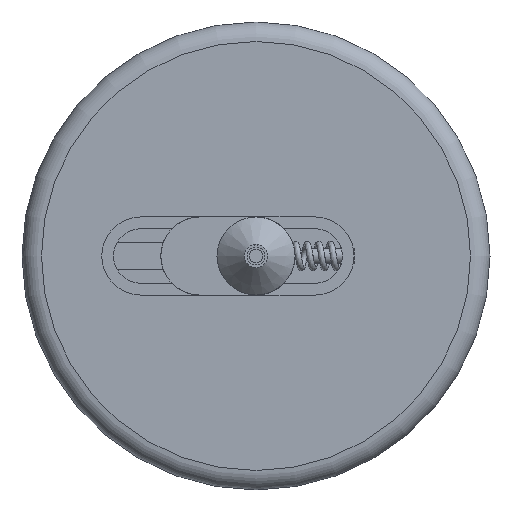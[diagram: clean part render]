
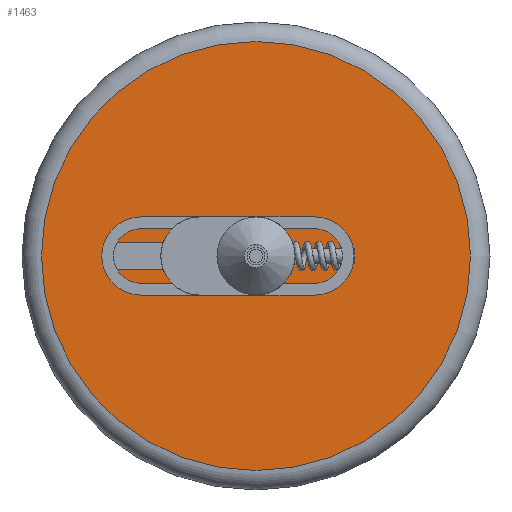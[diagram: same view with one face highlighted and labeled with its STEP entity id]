
A CAD part, left-side view. The second image highlights one B-rep face of the part: STEP entity #1463.
In plain terms, the highlighted planar face has unit normal (-1, 0, 0).
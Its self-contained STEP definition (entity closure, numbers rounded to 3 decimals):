
#103=FACE_BOUND('',#382,.T.);
#196=CIRCLE('',#1574,27.5);
#197=CIRCLE('',#1575,5.);
#198=CIRCLE('',#1576,5.);
#285=FACE_OUTER_BOUND('',#381,.T.);
#381=EDGE_LOOP('',(#1063));
#382=EDGE_LOOP('',(#1064,#1065,#1066,#1067));
#522=LINE('',#2293,#620);
#523=LINE('',#2296,#621);
#620=VECTOR('',#1803,7.2);
#621=VECTOR('',#1806,7.2);
#718=VERTEX_POINT('',#2287);
#719=VERTEX_POINT('',#2289);
#720=VERTEX_POINT('',#2290);
#721=VERTEX_POINT('',#2292);
#722=VERTEX_POINT('',#2294);
#858=EDGE_CURVE('',#718,#718,#196,.T.);
#859=EDGE_CURVE('',#719,#720,#197,.T.);
#860=EDGE_CURVE('',#721,#719,#522,.T.);
#861=EDGE_CURVE('',#722,#721,#198,.T.);
#862=EDGE_CURVE('',#720,#722,#523,.T.);
#1063=ORIENTED_EDGE('',*,*,#858,.F.);
#1064=ORIENTED_EDGE('',*,*,#859,.F.);
#1065=ORIENTED_EDGE('',*,*,#860,.F.);
#1066=ORIENTED_EDGE('',*,*,#861,.F.);
#1067=ORIENTED_EDGE('',*,*,#862,.F.);
#1405=PLANE('',#1573);
#1463=ADVANCED_FACE('',(#285,#103),#1405,.T.);
#1573=AXIS2_PLACEMENT_3D('',#2286,#1797,#1798);
#1574=AXIS2_PLACEMENT_3D('',#2288,#1799,#1800);
#1575=AXIS2_PLACEMENT_3D('',#2291,#1801,#1802);
#1576=AXIS2_PLACEMENT_3D('',#2295,#1804,#1805);
#1797=DIRECTION('center_axis',(-1.,0.,0.));
#1798=DIRECTION('ref_axis',(0.,0.,1.));
#1799=DIRECTION('center_axis',(1.,0.,0.));
#1800=DIRECTION('ref_axis',(0.,0.,
1.));
#1801=DIRECTION('center_axis',(-1.,0.,0.));
#1802=DIRECTION('ref_axis',(0.,-0.72,-0.694));
#1803=DIRECTION('',(0.,1.,0.));
#1804=DIRECTION('center_axis',(-1.,0.,0.));
#1805=DIRECTION('ref_axis',(0.,1.,0.));
#1806=DIRECTION('',(0.,-1.,0.));
#2286=CARTESIAN_POINT('Origin',(106.5,0.,0.));
#2287=CARTESIAN_POINT('',(106.5,0.,-27.5));
#2288=CARTESIAN_POINT('Origin',(106.5,0.,0.));
#2289=CARTESIAN_POINT('',(106.5,7.2,5.));
#2290=CARTESIAN_POINT('',(106.5,7.2,-5.));
#2291=CARTESIAN_POINT('Origin',(106.5,7.2,0.));
#2292=CARTESIAN_POINT('',(106.5,0.,5.));
#2293=CARTESIAN_POINT('',(106.5,0.,5.));
#2294=CARTESIAN_POINT('',(106.5,0.,-5.));
#2295=CARTESIAN_POINT('Origin',(106.5,0.,0.));
#2296=CARTESIAN_POINT('',(106.5,3.6,-5.));
